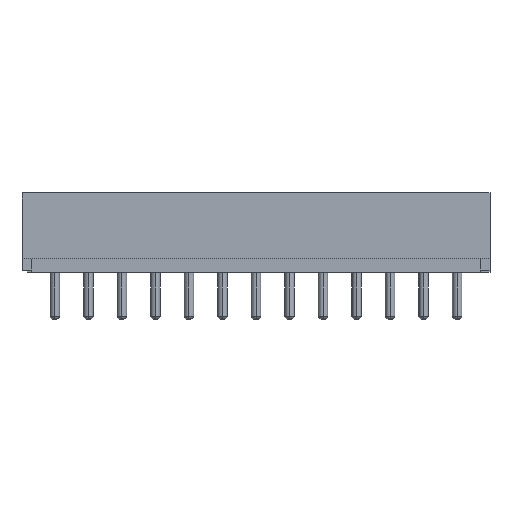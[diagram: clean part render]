
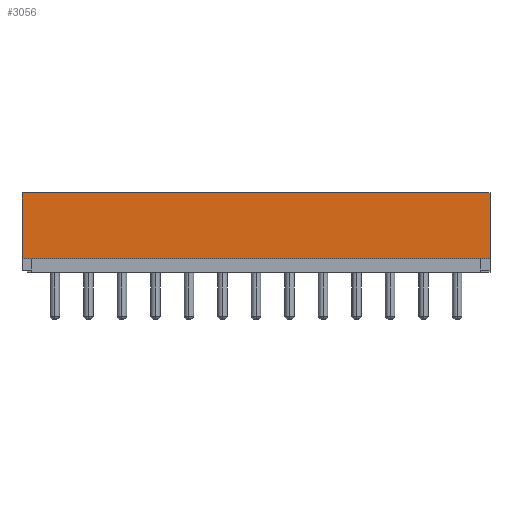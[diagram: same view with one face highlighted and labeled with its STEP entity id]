
A CAD part, top view. The second image highlights one B-rep face of the part: STEP entity #3056.
In plain terms, the highlighted planar face has unit normal (0, 0, 1).
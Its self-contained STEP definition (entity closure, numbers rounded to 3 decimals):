
#61=DIRECTION('',(0.,1.,0.));
#62=VECTOR('',#61,4.9);
#63=CARTESIAN_POINT('',(17.45,-1.95,2.47));
#64=LINE('',#63,#62);
#109=DIRECTION('',(1.,0.,0.));
#110=VECTOR('',#109,34.9);
#111=CARTESIAN_POINT('',(-17.45,2.95,2.47));
#112=LINE('',#111,#110);
#205=DIRECTION('',(0.,1.,0.));
#206=VECTOR('',#205,4.9);
#207=CARTESIAN_POINT('',(-17.45,-1.95,2.47));
#208=LINE('',#207,#206);
#213=DIRECTION('',(1.,0.,0.));
#214=VECTOR('',#213,34.9);
#215=CARTESIAN_POINT('',(-17.45,-1.95,2.47));
#216=LINE('',#215,#214);
#2201=CARTESIAN_POINT('',(-17.45,2.95,2.47));
#2202=CARTESIAN_POINT('',(17.45,2.95,2.47));
#2203=VERTEX_POINT('',#2201);
#2204=VERTEX_POINT('',#2202);
#2239=CARTESIAN_POINT('',(17.45,-1.95,2.47));
#2240=VERTEX_POINT('',#2239);
#2273=CARTESIAN_POINT('',(-17.45,-1.95,2.47));
#2274=VERTEX_POINT('',#2273);
#3044=CARTESIAN_POINT('',(-17.45,-2.95,2.47));
#3045=DIRECTION('',(0.,0.,1.));
#3046=DIRECTION('',(1.,0.,0.));
#3047=AXIS2_PLACEMENT_3D('',#3044,#3045,#3046);
#3048=PLANE('',#3047);
#3050=ORIENTED_EDGE('',*,*,#3049,.F.);
#3051=ORIENTED_EDGE('',*,*,#3015,.T.);
#3052=ORIENTED_EDGE('',*,*,#2955,.T.);
#3053=ORIENTED_EDGE('',*,*,#2895,.F.);
#3054=EDGE_LOOP('',(#3050,#3051,#3052,#3053));
#3055=FACE_OUTER_BOUND('',#3054,.F.);
#3056=ADVANCED_FACE('',(#3055),#3048,.T.);
#2895=EDGE_CURVE('',#2240,#2204,#64,.T.);
#2955=EDGE_CURVE('',#2203,#2204,#112,.T.);
#3015=EDGE_CURVE('',#2274,#2203,#208,.T.);
#3049=EDGE_CURVE('',#2274,#2240,#216,.T.);
